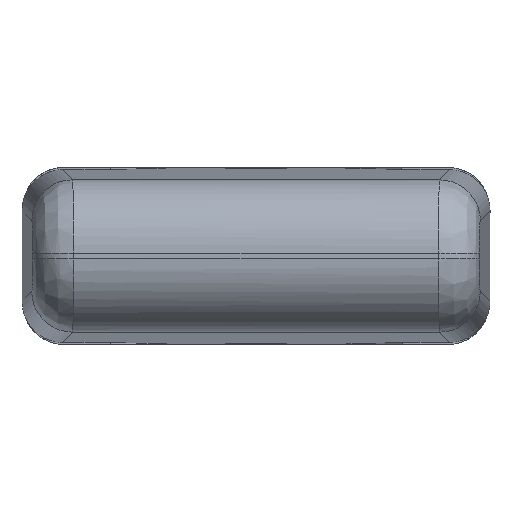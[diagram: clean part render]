
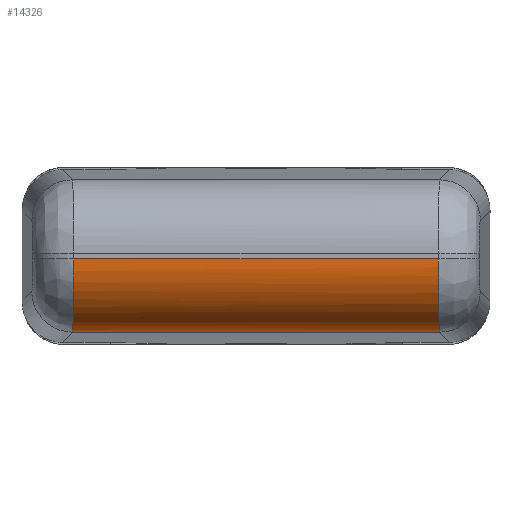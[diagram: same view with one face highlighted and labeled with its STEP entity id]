
A CAD part, left-side view. The second image highlights one B-rep face of the part: STEP entity #14326.
In plain terms, the highlighted cylindrical face has radius 3.6 mm (diameter 7.2 mm), a partial arc.
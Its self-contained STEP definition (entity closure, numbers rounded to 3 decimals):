
#249 = CARTESIAN_POINT ( 'NONE',  ( 146.138, 147.494, -285.063 ) ) ;
#422 = CARTESIAN_POINT ( 'NONE',  ( 149.738, 147.494, -285.063 ) ) ;
#677 = CARTESIAN_POINT ( 'NONE',  ( 147.159, 132.76, -287.575 ) ) ;
#753 = CARTESIAN_POINT ( 'NONE',  ( 146.138, 150.712, -285.063 ) ) ;
#859 = CARTESIAN_POINT ( 'NONE',  ( 147.141, 150.728, -287.557 ) ) ;
#954 = VERTEX_POINT ( 'NONE', #6512 ) ;
#1076 = EDGE_CURVE ( 'NONE', #11716, #4158, #1386, .T. ) ;
#1386 = B_SPLINE_CURVE_WITH_KNOTS ( 'NONE', 3,
 ( #9262, #5536, #1861, #10496, #3104, #11767, #4339, #13006, #5587, #14242, #6825, #15492, #8064, #677, #9320, #1913, #10553, #3155, #11817, #4391, #13056, #5642 ),
 .UNSPECIFIED., .F., .F.,
 ( 4, 2, 2, 2, 2, 1, 1, 1, 1, 2, 2, 2, 4 ),
 ( 0., 0.125, 0.25, 0.375, 0.437, 0.469, 0.484, 0.492, 0.496, 0.498, 0.5, 0.75, 1. ),
 .UNSPECIFIED. ) ;
#1472 = EDGE_LOOP ( 'NONE', ( #8285, #10896, #10799, #5863 ) ) ;
#1491 = DIRECTION ( 'NONE',  ( 0., 1., 0. ) ) ;
#1655 = DIRECTION ( 'NONE',  ( 0., -1., 0. ) ) ;
#1821 = CARTESIAN_POINT ( 'NONE',  ( 146.138, 132.776, -285.063 ) ) ;
#1861 = CARTESIAN_POINT ( 'NONE',  ( 149.033, 132.731, -288.603 ) ) ;
#1898 = EDGE_CURVE ( 'NONE', #14812, #954, #13377, .T. ) ;
#1913 = CARTESIAN_POINT ( 'NONE',  ( 147.15, 132.76, -287.566 ) ) ;
#2041 = CARTESIAN_POINT ( 'NONE',  ( 146.218, 150.713, -285.949 ) ) ;
#2096 = CARTESIAN_POINT ( 'NONE',  ( 147.374, 150.731, -287.798 ) ) ;
#2402 = LINE ( 'NONE', #249, #11510 ) ;
#3104 = CARTESIAN_POINT ( 'NONE',  ( 148.295, 132.742, -288.369 ) ) ;
#3155 = CARTESIAN_POINT ( 'NONE',  ( 146.81, 132.766, -287.214 ) ) ;
#3279 = CARTESIAN_POINT ( 'NONE',  ( 146.576, 150.719, -286.801 ) ) ;
#3303 = CARTESIAN_POINT ( 'NONE',  ( 149.607, 132.722, -288.661 ) ) ;
#3323 = CARTESIAN_POINT ( 'NONE',  ( 148.295, 150.746, -288.369 ) ) ;
#3991 = FACE_OUTER_BOUND ( 'NONE', #1472, .T. ) ;
#4158 = VERTEX_POINT ( 'NONE', #1821 ) ;
#4339 = CARTESIAN_POINT ( 'NONE',  ( 147.706, 132.752, -288.042 ) ) ;
#4391 = CARTESIAN_POINT ( 'NONE',  ( 146.218, 132.775, -285.949 ) ) ;
#4505 = CARTESIAN_POINT ( 'NONE',  ( 146.835, 150.723, -287.196 ) ) ;
#4560 = CARTESIAN_POINT ( 'NONE',  ( 149.033, 150.757, -288.603 ) ) ;
#5215 = AXIS2_PLACEMENT_3D ( 'NONE', #422, #1655, #7801 ) ;
#5536 = CARTESIAN_POINT ( 'NONE',  ( 149.311, 132.727, -288.65 ) ) ;
#5587 = CARTESIAN_POINT ( 'NONE',  ( 147.399, 132.756, -287.802 ) ) ;
#5642 = CARTESIAN_POINT ( 'NONE',  ( 146.138, 132.776, -285.063 ) ) ;
#5770 = CARTESIAN_POINT ( 'NONE',  ( 147.004, 150.726, -287.407 ) ) ;
#5823 = CARTESIAN_POINT ( 'NONE',  ( 149.607, 150.766, -288.661 ) ) ;
#5863 = ORIENTED_EDGE ( 'NONE', *, *, #13177, .T. ) ;
#6512 = CARTESIAN_POINT ( 'NONE',  ( 149.607, 150.766, -288.661 ) ) ;
#6825 = CARTESIAN_POINT ( 'NONE',  ( 147.25, 132.759, -287.666 ) ) ;
#6886 = CYLINDRICAL_SURFACE ( 'NONE', #5215, 3.6 ) ;
#6992 = CARTESIAN_POINT ( 'NONE',  ( 147.11, 150.727, -287.524 ) ) ;
#7801 = DIRECTION ( 'NONE',  ( 0., 0., -1. ) ) ;
#8064 = CARTESIAN_POINT ( 'NONE',  ( 147.172, 132.76, -287.588 ) ) ;
#8243 = CARTESIAN_POINT ( 'NONE',  ( 147.136, 150.728, -287.551 ) ) ;
#8285 = ORIENTED_EDGE ( 'NONE', *, *, #1898, .T. ) ;
#8882 = CARTESIAN_POINT ( 'NONE',  ( 146.138, 150.712, -285.063 ) ) ;
#8908 = CARTESIAN_POINT ( 'NONE',  ( 149.607, 153.244, -288.661 ) ) ;
#9262 = CARTESIAN_POINT ( 'NONE',  ( 149.607, 132.722, -288.661 ) ) ;
#9320 = CARTESIAN_POINT ( 'NONE',  ( 147.154, 132.76, -287.57 ) ) ;
#9495 = CARTESIAN_POINT ( 'NONE',  ( 147.145, 150.728, -287.56 ) ) ;
#10143 = DIRECTION ( 'NONE',  ( 0., -1., 0. ) ) ;
#10496 = CARTESIAN_POINT ( 'NONE',  ( 148.525, 132.739, -288.463 ) ) ;
#10553 = CARTESIAN_POINT ( 'NONE',  ( 147.149, 132.76, -287.565 ) ) ;
#10688 = CARTESIAN_POINT ( 'NONE',  ( 146.47, 150.717, -286.592 ) ) ;
#10746 = CARTESIAN_POINT ( 'NONE',  ( 147.681, 150.736, -288.053 ) ) ;
#10799 = ORIENTED_EDGE ( 'NONE', *, *, #1076, .T. ) ;
#10896 = ORIENTED_EDGE ( 'NONE', *, *, #12572, .T. ) ;
#11510 = VECTOR ( 'NONE', #1491, 1000. ) ;
#11716 = VERTEX_POINT ( 'NONE', #3303 ) ;
#11767 = CARTESIAN_POINT ( 'NONE',  ( 147.886, 132.749, -288.159 ) ) ;
#11817 = CARTESIAN_POINT ( 'NONE',  ( 146.554, 132.77, -286.806 ) ) ;
#11944 = CARTESIAN_POINT ( 'NONE',  ( 146.767, 150.722, -287.099 ) ) ;
#11993 = CARTESIAN_POINT ( 'NONE',  ( 148.525, 150.749, -288.463 ) ) ;
#12572 = EDGE_CURVE ( 'NONE', #954, #11716, #13460, .T. ) ;
#13006 = CARTESIAN_POINT ( 'NONE',  ( 147.471, 132.755, -287.862 ) ) ;
#13056 = CARTESIAN_POINT ( 'NONE',  ( 146.138, 132.776, -285.5 ) ) ;
#13177 = EDGE_CURVE ( 'NONE', #4158, #14812, #2402, .T. ) ;
#13182 = CARTESIAN_POINT ( 'NONE',  ( 146.946, 150.725, -287.337 ) ) ;
#13235 = CARTESIAN_POINT ( 'NONE',  ( 149.311, 150.761, -288.65 ) ) ;
#13377 = B_SPLINE_CURVE_WITH_KNOTS ( 'NONE', 3,
 ( #753, #15626, #2041, #10688, #3279, #11944, #4505, #13182, #5770, #14418, #6992, #15679, #8243, #859, #9495, #2096, #10746, #3323, #11993, #4560, #13235, #5823 ),
 .UNSPECIFIED., .F., .F.,
 ( 4, 2, 2, 2, 1, 1, 1, 1, 2, 2, 2, 2, 4 ),
 ( 0., 0.25, 0.375, 0.437, 0.469, 0.484, 0.492, 0.496, 0.498, 0.5, 0.75, 0.875, 1. ),
 .UNSPECIFIED. ) ;
#13460 = LINE ( 'NONE', #8908, #15589 ) ;
#14242 = CARTESIAN_POINT ( 'NONE',  ( 147.299, 132.758, -287.711 ) ) ;
#14326 = ADVANCED_FACE ( 'NONE', ( #3991 ), #6886, .T. ) ;
#14418 = CARTESIAN_POINT ( 'NONE',  ( 147.074, 150.727, -287.485 ) ) ;
#14812 = VERTEX_POINT ( 'NONE', #8882 ) ;
#15492 = CARTESIAN_POINT ( 'NONE',  ( 147.197, 132.76, -287.614 ) ) ;
#15589 = VECTOR ( 'NONE', #10143, 1000. ) ;
#15626 = CARTESIAN_POINT ( 'NONE',  ( 146.138, 150.712, -285.5 ) ) ;
#15679 = CARTESIAN_POINT ( 'NONE',  ( 147.128, 150.727, -287.543 ) ) ;
